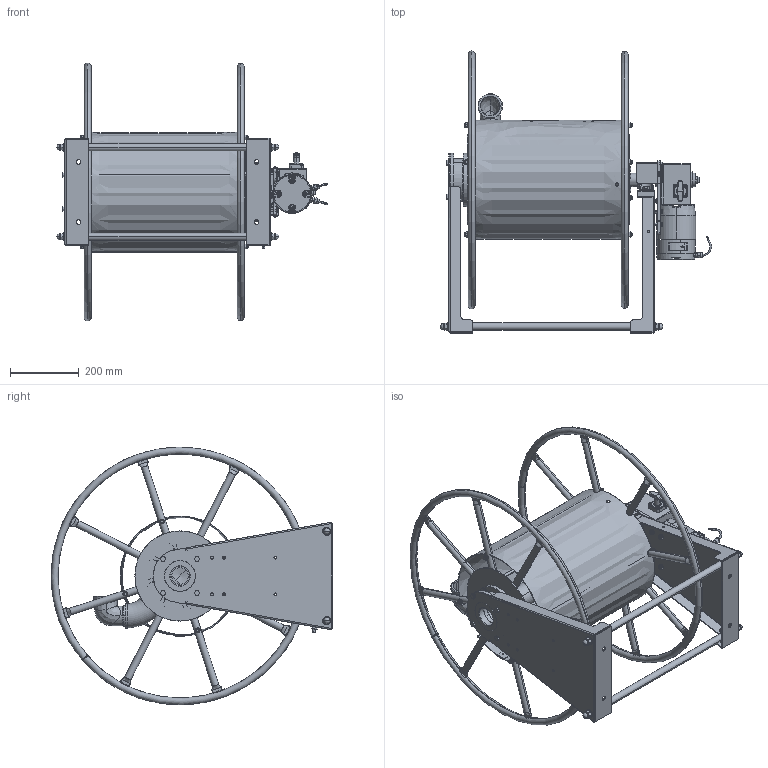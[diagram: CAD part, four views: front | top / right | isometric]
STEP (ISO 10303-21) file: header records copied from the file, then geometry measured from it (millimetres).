
FILE_DESCRIPTION((''),'2;1');
FILE_NAME('382_028_E_ASM','2021-04-12T',('Cad03'),('CDM'),'PRO/ENGINEER BY PARAMETRIC TECHNOLOGY CORPORATION, 2017170','PRO/ENGINEER BY PARAMETRIC TECHNOLOGY CORPORATION, 2017170','');
FILE_SCHEMA(('CONFIG_CONTROL_DESIGN'));
Length unit declared in the file: millimetre
Products named in the file (1): 382_028_E_ASM
Bounding box: 788.77 x 819.98 x 749.95 mm (x, y, z)
Surface area: 3131629.4 mm2 (no closed solid volume)
Topology: 0 solids, 286 shells, 1479 faces, 6272 edges, 4907 vertices
Faces by surface type: plane 618, cylinder 251, cone 235, bspline 214, torus 87, extrusion 50, sphere 24
Entity records: 103875 total; most frequent: CARTESIAN_POINT 45033, ORIENTED_EDGE 8781, DIRECTION 8001, EDGE_CURVE 6245, VERTEX_POINT 4908, AXIS2_PLACEMENT_3D 2875, B_SPLINE_CURVE_WITH_KNOTS 2435, VECTOR 2251
